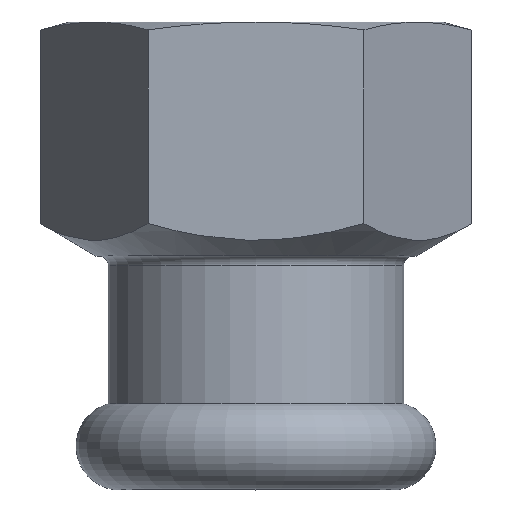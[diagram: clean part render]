
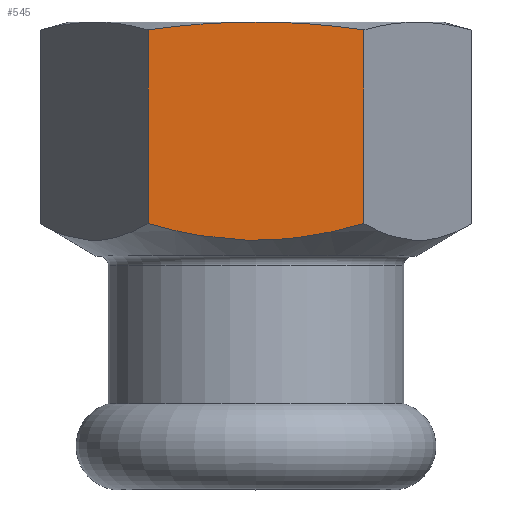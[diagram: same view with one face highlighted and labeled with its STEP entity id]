
A CAD part, top view. The second image highlights one B-rep face of the part: STEP entity #545.
In plain terms, the highlighted planar face has unit normal (0, 0, 1).
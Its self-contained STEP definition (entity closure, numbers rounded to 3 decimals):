
#21=(
BOUNDED_CURVE()
B_SPLINE_CURVE(2,(#964,#965,#966),.UNSPECIFIED.,.F.,.F.)
B_SPLINE_CURVE_WITH_KNOTS((3,3),(0.24,2.204),
 .UNSPECIFIED.)
CURVE()
GEOMETRIC_REPRESENTATION_ITEM()
RATIONAL_B_SPLINE_CURVE((1.044,1.206,1.044))
REPRESENTATION_ITEM('')
);
#22=(
BOUNDED_CURVE()
B_SPLINE_CURVE(2,(#968,#969,#970),.UNSPECIFIED.,.F.,.F.)
B_SPLINE_CURVE_WITH_KNOTS((3,3),(1.206,2.164),
 .UNSPECIFIED.)
CURVE()
GEOMETRIC_REPRESENTATION_ITEM()
RATIONAL_B_SPLINE_CURVE((1.,1.048,1.02))
REPRESENTATION_ITEM('')
);
#23=(
BOUNDED_CURVE()
B_SPLINE_CURVE(2,(#971,#972,#973),.UNSPECIFIED.,.F.,.F.)
B_SPLINE_CURVE_WITH_KNOTS((3,3),(0.248,1.206),
 .UNSPECIFIED.)
CURVE()
GEOMETRIC_REPRESENTATION_ITEM()
RATIONAL_B_SPLINE_CURVE((1.02,1.048,1.))
REPRESENTATION_ITEM('')
);
#51=PLANE('',#631);
#76=FACE_OUTER_BOUND('',#110,.T.);
#110=EDGE_LOOP('',(#427,#428,#429,#430,#431));
#137=LINE('',#945,#153);
#138=LINE('',#953,#154);
#153=VECTOR('',#766,10.);
#154=VECTOR('',#769,10.);
#244=VERTEX_POINT('',#931);
#247=VERTEX_POINT('',#941);
#248=VERTEX_POINT('',#947);
#250=VERTEX_POINT('',#952);
#253=VERTEX_POINT('',#967);
#313=EDGE_CURVE('',#247,#244,#137,.T.);
#315=EDGE_CURVE('',#248,#250,#138,.T.);
#319=EDGE_CURVE('',#244,#248,#21,.T.);
#320=EDGE_CURVE('',#253,#247,#22,.T.);
#321=EDGE_CURVE('',#250,#253,#23,.T.);
#427=ORIENTED_EDGE('',*,*,#319,.F.);
#428=ORIENTED_EDGE('',*,*,#313,.F.);
#429=ORIENTED_EDGE('',*,*,#320,.F.);
#430=ORIENTED_EDGE('',*,*,#321,.F.);
#431=ORIENTED_EDGE('',*,*,#315,.F.);
#545=ADVANCED_FACE('',(#76),#51,.T.);
#631=AXIS2_PLACEMENT_3D('',#963,#771,#772);
#766=DIRECTION('',(0.,-1.,0.));
#769=DIRECTION('',(0.,1.,0.));
#771=DIRECTION('center_axis',(0.,0.,1.));
#772=DIRECTION('ref_axis',(1.,0.,0.));
#931=CARTESIAN_POINT('',(9.238,22.751,16.));
#941=CARTESIAN_POINT('',(9.238,39.337,16.));
#945=CARTESIAN_POINT('',(9.238,0.,16.));
#947=CARTESIAN_POINT('',(-9.238,22.751,16.));
#952=CARTESIAN_POINT('',(-9.238,39.337,16.));
#953=CARTESIAN_POINT('',(-9.238,0.,16.));
#963=CARTESIAN_POINT('Origin',(9.238,0.,16.));
#964=CARTESIAN_POINT('Ctrl Pts',(9.238,22.751,16.));
#965=CARTESIAN_POINT('Ctrl Pts',(0.,20.085,
16.));
#966=CARTESIAN_POINT('Ctrl Pts',(-9.238,22.751,16.));
#967=CARTESIAN_POINT('',(0.,40.,16.));
#968=CARTESIAN_POINT('Ctrl Pts',(0.,40.,16.));
#969=CARTESIAN_POINT('Ctrl Pts',(4.287,40.,16.));
#970=CARTESIAN_POINT('Ctrl Pts',(9.238,39.337,16.));
#971=CARTESIAN_POINT('Ctrl Pts',(-9.238,39.337,16.));
#972=CARTESIAN_POINT('Ctrl Pts',(-4.287,40.,16.));
#973=CARTESIAN_POINT('Ctrl Pts',(0.,40.,16.));
